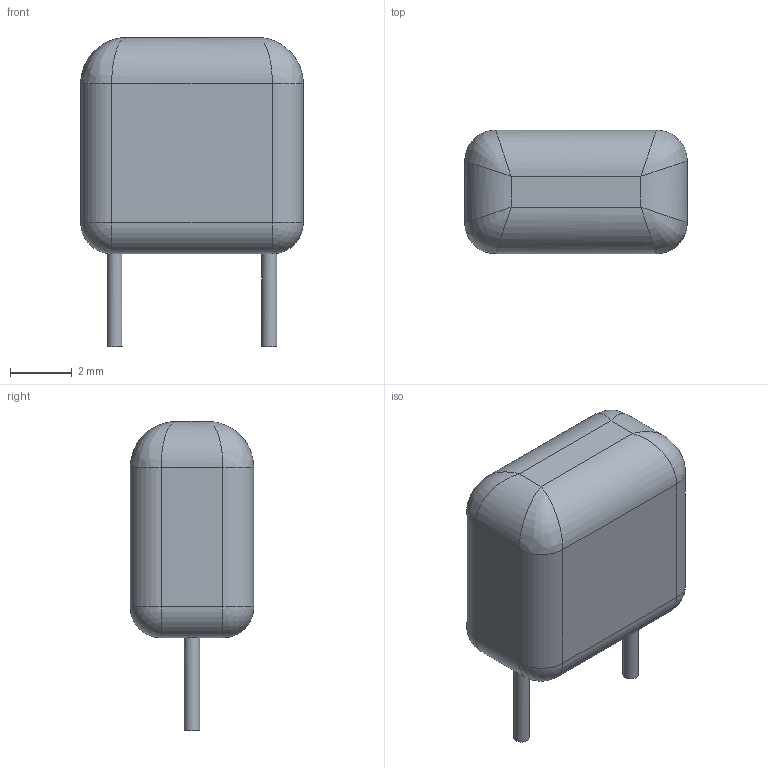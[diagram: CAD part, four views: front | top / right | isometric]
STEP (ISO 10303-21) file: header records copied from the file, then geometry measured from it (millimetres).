
FILE_DESCRIPTION(('FreeCAD Model'),'2;1');
FILE_NAME('C_MPP_7.2x4x7x5P.step','2020-03-11T11:03:01',('kicad StepUp'),( 'ksu MCAD'),'Open CASCADE STEP processor 7.3','FreeCAD','Unknown');
FILE_SCHEMA(('AUTOMOTIVE_DESIGN { 1 0 10303 214 1 1 1 1 }'));
Length unit declared in the file: millimetre
Products named in the file (1): C_MPP_7.2x4x7x5P
Bounding box: 7.2 x 4 x 10 mm (x, y, z)
Volume: 183.5 mm3; surface area: 186.4 mm2
Topology: 1 solids, 1 shells, 32 faces, 66 edges, 32 vertices
Faces by surface type: cylinder 14, plane 10, bspline 4, sphere 4
Full cylindrical faces by diameter (mm): 0.5 x2
Entity records: 1135 total; most frequent: CARTESIAN_POINT 243, DIRECTION 152, ORIENTED_EDGE 124, EDGE_CURVE 62, AXIS2_PLACEMENT_3D 61, ADVANCED_FACE 32, FACE_BOUND 32, EDGE_LOOP 32
